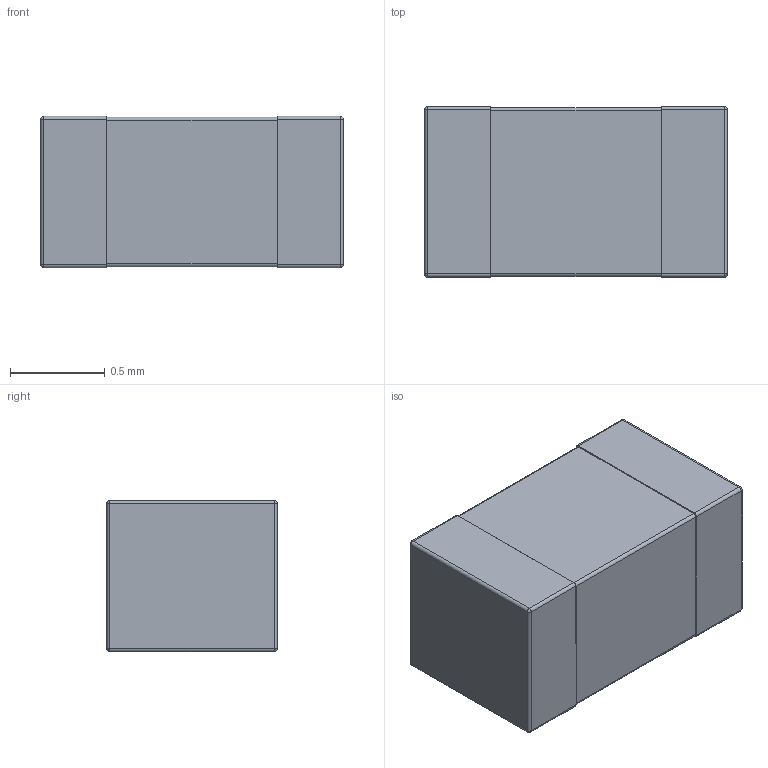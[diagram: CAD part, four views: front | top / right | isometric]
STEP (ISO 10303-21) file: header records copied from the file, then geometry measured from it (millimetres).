
FILE_DESCRIPTION(('FreeCAD Model'),'2;1');
FILE_NAME( 'User Library-CAPC1608X09.step', '2017-02-18T18:39:04',('Author'),(''), 'Open CASCADE STEP processor 6.8','FreeCAD','Unknown');
FILE_SCHEMA(('AUTOMOTIVE_DESIGN_CC2 { 1 2 10303 214 -1 1 5 4 }'));
Length unit declared in the file: millimetre
Products named in the file (2): ASSEMBLY; User_Library-CAPC1608X09
Assembly tree (1 placements, depth 2):
  ASSEMBLY
    User_Library-CAPC1608X09
Bounding box: 1.6 x 0.9 x 0.8 mm (x, y, z)
Volume: 1.1 mm3; surface area: 6.8 mm2
Topology: 1 solids, 1 shells, 44 faces, 104 edges, 56 vertices
Faces by surface type: cylinder 20, plane 16, bspline 8
Entity records: 5166 total; most frequent: CARTESIAN_POINT 3036, DIRECTION 295, ORIENTED_EDGE 192, PCURVE 192, DEFINITIONAL_REPRESENTATION 192, LINE 128, VECTOR 128, B_SPLINE_CURVE_WITH_KNOTS 104
